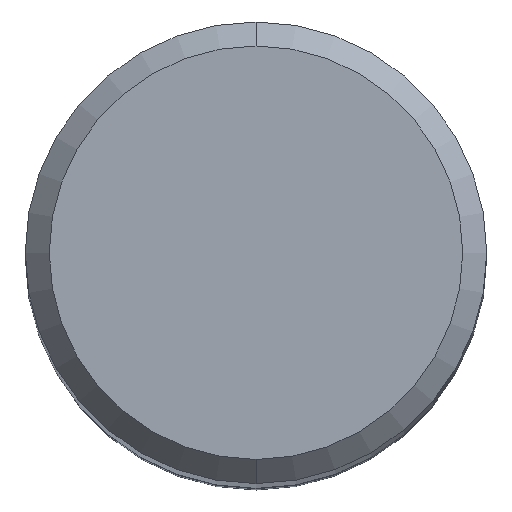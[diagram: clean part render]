
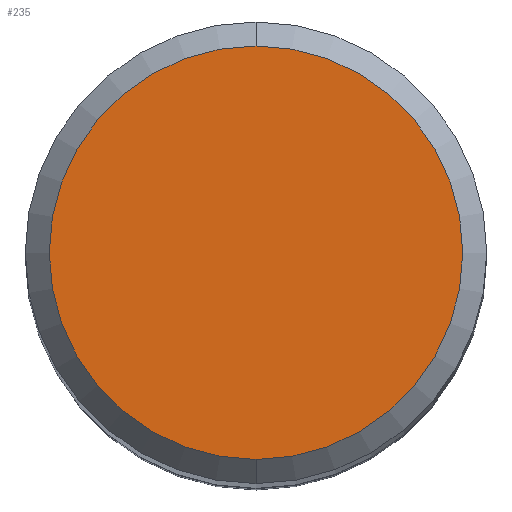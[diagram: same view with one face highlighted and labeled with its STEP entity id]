
A CAD part, top view. The second image highlights one B-rep face of the part: STEP entity #235.
In plain terms, the highlighted planar face has unit normal (0, 0, 1).
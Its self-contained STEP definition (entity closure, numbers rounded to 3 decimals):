
#155=EDGE_CURVE('',#175,#323,#389,.T.);
#175=VERTEX_POINT('',#412);
#235=ADVANCED_FACE('',(#478),#479,.T.);
#267=EDGE_CURVE('',#323,#175,#516,.T.);
#323=VERTEX_POINT('',#579);
#389=CIRCLE('',#645,4.3);
#412=CARTESIAN_POINT('',(0.,-4.3,0.0));
#478=FACE_OUTER_BOUND('',#757,.T.);
#479=PLANE('',#758);
#516=CIRCLE('',#806,4.3);
#579=CARTESIAN_POINT('',(0.0,4.3,0.0));
#645=AXIS2_PLACEMENT_3D('',#962,#963,#964);
#757=EDGE_LOOP('',(#1070,#1071));
#758=AXIS2_PLACEMENT_3D('',#1072,#1073,#1074);
#806=AXIS2_PLACEMENT_3D('',#1125,#1126,#1127);
#962=CARTESIAN_POINT('',(0.0,0.0,0.0));
#963=DIRECTION('',(0.0,0.0,-1.0));
#964=DIRECTION('',(0.0,1.0,0.0));
#1070=ORIENTED_EDGE('',*,*,#267,.F.);
#1071=ORIENTED_EDGE('',*,*,#155,.F.);
#1072=CARTESIAN_POINT('',(0.0,2.15,0.0));
#1073=DIRECTION('',(-0.0,0.0,1.0));
#1074=DIRECTION('',(0.0,-1.0,0.0));
#1125=CARTESIAN_POINT('',(0.0,0.0,0.0));
#1126=DIRECTION('',(0.0,0.0,-1.0));
#1127=DIRECTION('',(0.0,1.0,0.0));
